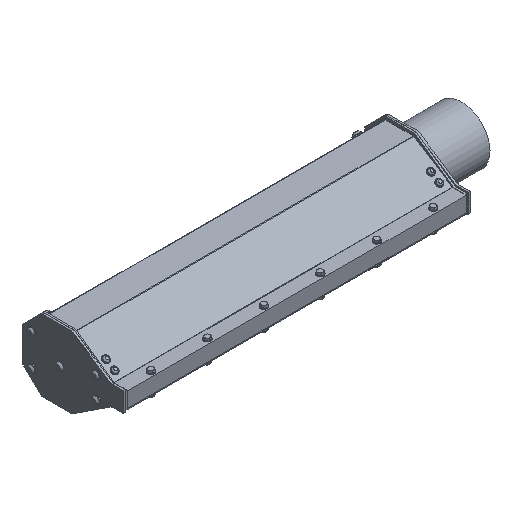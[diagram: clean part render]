
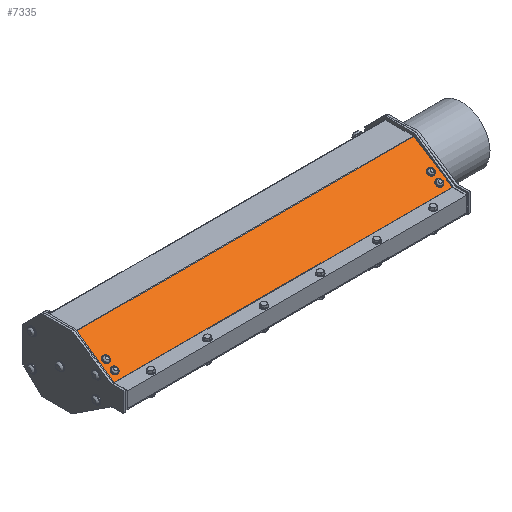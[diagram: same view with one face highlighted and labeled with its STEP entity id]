
A CAD part, isometric view. The second image highlights one B-rep face of the part: STEP entity #7335.
In plain terms, the highlighted planar face has unit normal (0, -0.537, 0.843).
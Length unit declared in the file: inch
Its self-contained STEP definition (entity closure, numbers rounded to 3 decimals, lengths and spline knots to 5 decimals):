
#145=FACE_BOUND('',#2438,.T.);
#146=FACE_BOUND('',#2439,.T.);
#147=FACE_BOUND('',#2440,.T.);
#148=FACE_BOUND('',#2441,.T.);
#542=LINE('',#23324,#882);
#549=LINE('',#23353,#889);
#552=LINE('',#23358,#892);
#553=LINE('',#23359,#893);
#882=VECTOR('',#9472,0.3937);
#889=VECTOR('',#9499,0.3937);
#892=VECTOR('',#9506,0.3937);
#893=VECTOR('',#9507,0.3937);
#1140=PLANE('',#8031);
#1839=FACE_OUTER_BOUND('',#2437,.T.);
#2437=EDGE_LOOP('',(#5871,#5872,#5873,#5874));
#2438=EDGE_LOOP('',(#5875));
#2439=EDGE_LOOP('',(#5876));
#2440=EDGE_LOOP('',(#5877));
#2441=EDGE_LOOP('',(#5878));
#3108=CIRCLE('',#7771,0.17717);
#3113=CIRCLE('',#7781,0.17717);
#3128=CIRCLE('',#7811,0.17717);
#3133=CIRCLE('',#7821,0.17717);
#3527=VERTEX_POINT('',#22684);
#3532=VERTEX_POINT('',#22699);
#3547=VERTEX_POINT('',#22744);
#3552=VERTEX_POINT('',#22759);
#3745=VERTEX_POINT('',#23320);
#3746=VERTEX_POINT('',#23322);
#3757=VERTEX_POINT('',#23349);
#3758=VERTEX_POINT('',#23351);
#4244=EDGE_CURVE('',#3527,#3527,#3108,.T.);
#4249=EDGE_CURVE('',#3532,#3532,#3113,.T.);
#4264=EDGE_CURVE('',#3547,#3547,#3128,.T.);
#4269=EDGE_CURVE('',#3552,#3552,#3133,.T.);
#4531=EDGE_CURVE('',#3746,#3745,#542,.T.);
#4546=EDGE_CURVE('',#3758,#3757,#549,.T.);
#4549=EDGE_CURVE('',#3745,#3758,#552,.T.);
#4550=EDGE_CURVE('',#3757,#3746,#553,.T.);
#5871=ORIENTED_EDGE('',*,*,#4546,.F.);
#5872=ORIENTED_EDGE('',*,*,#4549,.F.);
#5873=ORIENTED_EDGE('',*,*,#4531,.F.);
#5874=ORIENTED_EDGE('',*,*,#4550,.F.);
#5875=ORIENTED_EDGE('',*,*,#4244,.F.);
#5876=ORIENTED_EDGE('',*,*,#4249,.F.);
#5877=ORIENTED_EDGE('',*,*,#4264,.F.);
#5878=ORIENTED_EDGE('',*,*,#4269,.F.);
#7335=ADVANCED_FACE('',(#1839,#145,#146,#147,#148),#1140,.T.);
#7771=AXIS2_PLACEMENT_3D('',#22685,#8803,#8804);
#7781=AXIS2_PLACEMENT_3D('',#22700,#8823,#8824);
#7811=AXIS2_PLACEMENT_3D('',#22745,#8883,#8884);
#7821=AXIS2_PLACEMENT_3D('',#22760,#8903,#8904);
#8031=AXIS2_PLACEMENT_3D('',#23357,#9504,#9505);
#8803=DIRECTION('center_axis',(0.,-0.537,
0.843));
#8804=DIRECTION('ref_axis',(-0.301,0.804,0.512));
#8823=DIRECTION('center_axis',(0.,-0.537,
0.843));
#8824=DIRECTION('ref_axis',(0.191,0.828,0.527));
#8883=DIRECTION('center_axis',(0.,-0.537,
0.843));
#8884=DIRECTION('ref_axis',(-0.9,0.367,0.234));
#8903=DIRECTION('center_axis',(0.,-0.537,
0.843));
#8904=DIRECTION('ref_axis',(0.985,0.145,0.092));
#9472=DIRECTION('',(1.,0.,0.));
#9499=DIRECTION('',(-1.,0.,0.));
#9504=DIRECTION('center_axis',(0.,-0.537,
0.843));
#9505=DIRECTION('ref_axis',(0.,-0.843,-0.537));
#9506=DIRECTION('',(0.,-0.843,-0.537));
#9507=DIRECTION('',(0.,0.843,0.537));
#22684=CARTESIAN_POINT('',(9.94255,-1.99402,0.40986));
#22685=CARTESIAN_POINT('Origin',(9.88926,-1.85151,0.50064));
#22699=CARTESIAN_POINT('',(-7.39465,-1.99817,0.40721));
#22700=CARTESIAN_POINT('Origin',(-7.36074,-1.85151,0.50064));
#22744=CARTESIAN_POINT('',(-7.20127,-1.46793,0.74502));
#22745=CARTESIAN_POINT('Origin',(-7.36074,-1.40283,0.78649));
#22759=CARTESIAN_POINT('',(9.71473,-1.42851,0.77013));
#22760=CARTESIAN_POINT('Origin',(9.88926,-1.40283,0.78649));
#23320=CARTESIAN_POINT('',(10.26426,-0.12819,1.59852));
#23322=CARTESIAN_POINT('',(-7.73574,-0.12819,1.59852));
#23324=CARTESIAN_POINT('',(-7.73574,-0.12819,1.59852));
#23349=CARTESIAN_POINT('',(-7.73574,-2.17805,0.29262));
#23351=CARTESIAN_POINT('',(10.26426,-2.17805,0.29262));
#23353=CARTESIAN_POINT('',(-7.73574,-2.17805,0.29262));
#23357=CARTESIAN_POINT('Origin',(-7.73574,-0.11344,1.60792));
#23358=CARTESIAN_POINT('',(10.26426,-2.18542,0.28792));
#23359=CARTESIAN_POINT('',(-7.73574,-2.18542,0.28792));
